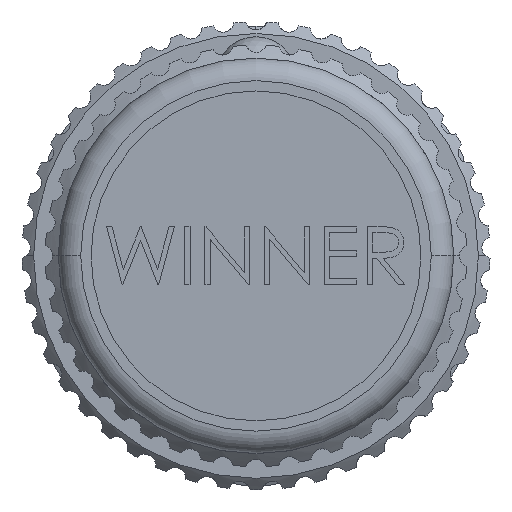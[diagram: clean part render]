
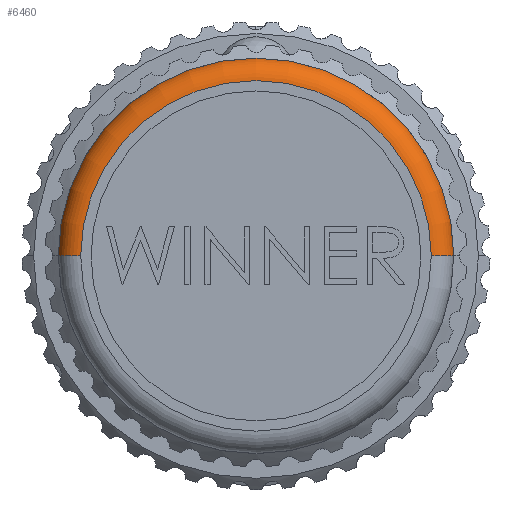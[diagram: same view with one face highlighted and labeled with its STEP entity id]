
A CAD part, left-side view. The second image highlights one B-rep face of the part: STEP entity #6460.
In plain terms, the highlighted toroidal (fillet/blend) face has major radius 12.009 mm and minor radius 1.6 mm.
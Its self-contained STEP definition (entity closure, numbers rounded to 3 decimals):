
#2059 = AXIS2_PLACEMENT_3D ( 'NONE', #22441, #26629, #9416 ) ;
#3629 = DIRECTION ( 'NONE',  ( 0., 0., -1. ) ) ;
#4430 = FACE_OUTER_BOUND ( 'NONE', #23451, .T. ) ;
#5470 = CARTESIAN_POINT ( 'NONE',  ( -23.901, -12.009, 0. ) ) ;
#6018 = CARTESIAN_POINT ( 'NONE',  ( -23.73, -13.6, 0. ) ) ;
#6330 = CIRCLE ( 'NONE', #8478, 1.6 ) ;
#6460 = ADVANCED_FACE ( 'NONE', ( #4430 ), #23286, .T. ) ;
#6488 = DIRECTION ( 'NONE',  ( 0., -1., 0. ) ) ;
#6665 = VERTEX_POINT ( 'NONE', #20332 ) ;
#6860 = EDGE_CURVE ( 'NONE', #6665, #14600, #22941, .T. ) ;
#7132 = ORIENTED_EDGE ( 'NONE', *, *, #16128, .F. ) ;
#7155 = EDGE_CURVE ( 'NONE', #8612, #11952, #20899, .T. ) ;
#7497 = DIRECTION ( 'NONE',  ( 0., -1., 0. ) ) ;
#7521 = DIRECTION ( 'NONE',  ( 0., 1., 0. ) ) ;
#7555 = AXIS2_PLACEMENT_3D ( 'NONE', #5470, #3629, #7521 ) ;
#8478 = AXIS2_PLACEMENT_3D ( 'NONE', #15894, #22282, #16157 ) ;
#8612 = VERTEX_POINT ( 'NONE', #6018 ) ;
#9416 = DIRECTION ( 'NONE',  ( 0., -1., 0. ) ) ;
#9707 = AXIS2_PLACEMENT_3D ( 'NONE', #12792, #23248, #6488 ) ;
#10906 = ORIENTED_EDGE ( 'NONE', *, *, #19093, .T. ) ;
#11248 = ORIENTED_EDGE ( 'NONE', *, *, #7155, .T. ) ;
#11330 = CIRCLE ( 'NONE', #7555, 1.6 ) ;
#11952 = VERTEX_POINT ( 'NONE', #22683 ) ;
#12792 = CARTESIAN_POINT ( 'NONE',  ( -23.901, 0., 0. ) ) ;
#14600 = VERTEX_POINT ( 'NONE', #17345 ) ;
#15894 = CARTESIAN_POINT ( 'NONE',  ( -23.901, 12.009, 0. ) ) ;
#15992 = DIRECTION ( 'NONE',  ( -1., 0., 0. ) ) ;
#16128 = EDGE_CURVE ( 'NONE', #8612, #6665, #11330, .T. ) ;
#16157 = DIRECTION ( 'NONE',  ( 0., -1., 0. ) ) ;
#17345 = CARTESIAN_POINT ( 'NONE',  ( -25.5, 12.059, 0. ) ) ;
#19081 = AXIS2_PLACEMENT_3D ( 'NONE', #20129, #15992, #7497 ) ;
#19093 = EDGE_CURVE ( 'NONE', #11952, #14600, #6330, .T. ) ;
#20129 = CARTESIAN_POINT ( 'NONE',  ( -23.73, 0., 0. ) ) ;
#20332 = CARTESIAN_POINT ( 'NONE',  ( -25.5, -12.059, 0. ) ) ;
#20899 = CIRCLE ( 'NONE', #19081, 13.6 ) ;
#22282 = DIRECTION ( 'NONE',  ( 0., 0., 1. ) ) ;
#22441 = CARTESIAN_POINT ( 'NONE',  ( -25.5, 0., 0. ) ) ;
#22683 = CARTESIAN_POINT ( 'NONE',  ( -23.73, 13.6, 0. ) ) ;
#22941 = CIRCLE ( 'NONE', #2059, 12.059 ) ;
#23248 = DIRECTION ( 'NONE',  ( -1., 0., 0. ) ) ;
#23286 = TOROIDAL_SURFACE ( 'NONE', #9707, 12.009, 1.6 ) ;
#23451 = EDGE_LOOP ( 'NONE', ( #11248, #10906, #24831, #7132 ) ) ;
#24831 = ORIENTED_EDGE ( 'NONE', *, *, #6860, .F. ) ;
#26629 = DIRECTION ( 'NONE',  ( -1., 0., 0. ) ) ;
